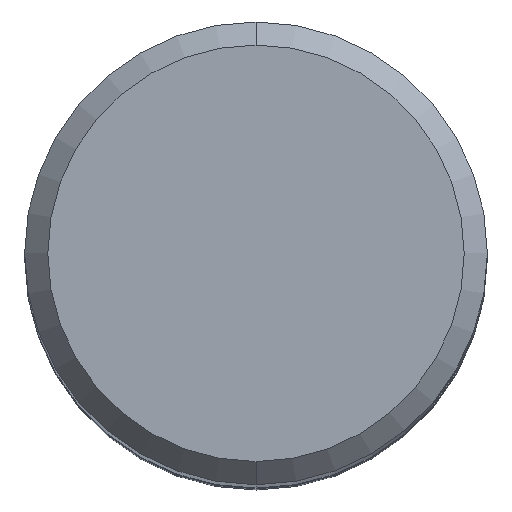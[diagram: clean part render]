
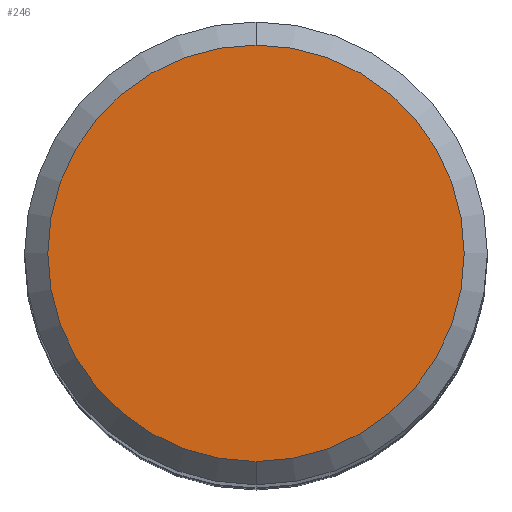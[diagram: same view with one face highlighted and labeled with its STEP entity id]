
A CAD part, top view. The second image highlights one B-rep face of the part: STEP entity #246.
In plain terms, the highlighted planar face has unit normal (0, 0, 1).
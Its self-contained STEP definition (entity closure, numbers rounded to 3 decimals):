
#210=EDGE_CURVE('',#312,#400,#543,.T.);
#246=ADVANCED_FACE('',(#581),#582,.T.);
#312=VERTEX_POINT('',#653);
#400=VERTEX_POINT('',#750);
#434=EDGE_CURVE('',#400,#312,#790,.T.);
#543=CIRCLE('',#934,5.4);
#581=FACE_OUTER_BOUND('',#1012,.T.);
#582=PLANE('',#1013);
#653=CARTESIAN_POINT('',(0.,-5.4,0.0));
#750=CARTESIAN_POINT('',(0.0,5.4,0.0));
#790=CIRCLE('',#1507,5.4);
#934=AXIS2_PLACEMENT_3D('',#1628,#1629,#1630);
#1012=EDGE_LOOP('',(#1667,#1668));
#1013=AXIS2_PLACEMENT_3D('',#1669,#1670,#1671);
#1507=AXIS2_PLACEMENT_3D('',#1895,#1896,#1897);
#1628=CARTESIAN_POINT('',(0.0,0.0,0.0));
#1629=DIRECTION('',(0.0,0.0,-1.0));
#1630=DIRECTION('',(0.0,1.0,0.0));
#1667=ORIENTED_EDGE('',*,*,#434,.F.);
#1668=ORIENTED_EDGE('',*,*,#210,.F.);
#1669=CARTESIAN_POINT('',(0.0,2.7,0.0));
#1670=DIRECTION('',(-0.0,0.0,1.0));
#1671=DIRECTION('',(0.0,-1.0,0.0));
#1895=CARTESIAN_POINT('',(0.0,0.0,0.0));
#1896=DIRECTION('',(0.0,0.0,-1.0));
#1897=DIRECTION('',(0.0,1.0,0.0));
